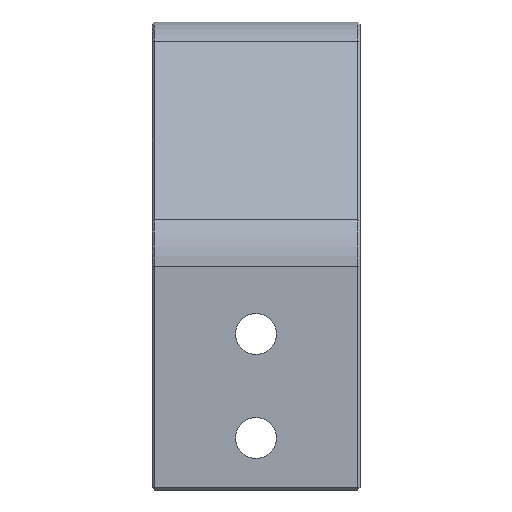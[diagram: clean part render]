
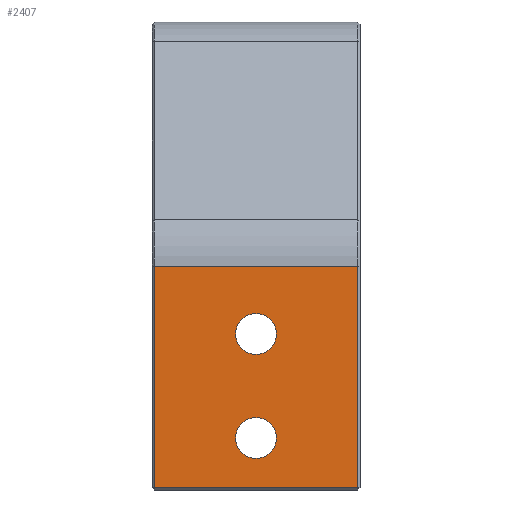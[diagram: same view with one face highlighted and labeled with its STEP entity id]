
A CAD part, left-side view. The second image highlights one B-rep face of the part: STEP entity #2407.
In plain terms, the highlighted planar face has unit normal (-1, 0, 0).
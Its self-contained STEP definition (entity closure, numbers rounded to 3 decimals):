
#1565 = AXIS2_PLACEMENT_3D ( 'NONE', #12875, #11015, #17142 ) ;
#1734 = CARTESIAN_POINT ( 'NONE',  ( 0., 0., -35.6 ) ) ;
#2059 = EDGE_LOOP ( 'NONE', ( #16416, #4946, #6250, #17705 ) ) ;
#2402 = EDGE_CURVE ( 'NONE', #6342, #26386, #6694, .T. ) ;
#2407 = ADVANCED_FACE ( 'NONE', ( #16330, #24080, #25182 ), #18746, .F. ) ;
#2691 = ORIENTED_EDGE ( 'NONE', *, *, #14511, .T. ) ;
#3255 = DIRECTION ( 'NONE',  ( 1., 0., 0. ) ) ;
#3920 = DIRECTION ( 'NONE',  ( 1., 0., 0. ) ) ;
#3972 = ORIENTED_EDGE ( 'NONE', *, *, #15390, .T. ) ;
#4625 = EDGE_CURVE ( 'NONE', #25539, #15437, #19321, .T. ) ;
#4828 = DIRECTION ( 'NONE',  ( 0., 0., -1. ) ) ;
#4946 = ORIENTED_EDGE ( 'NONE', *, *, #14772, .T. ) ;
#6250 = ORIENTED_EDGE ( 'NONE', *, *, #22585, .T. ) ;
#6342 = VERTEX_POINT ( 'NONE', #12818 ) ;
#6629 = CIRCLE ( 'NONE', #22105, 2.5 ) ;
#6694 = LINE ( 'NONE', #13914, #21707 ) ;
#7148 = AXIS2_PLACEMENT_3D ( 'NONE', #18610, #3920, #23308 ) ;
#7255 = CARTESIAN_POINT ( 'NONE',  ( 0., 0., -38.1 ) ) ;
#7811 = LINE ( 'NONE', #16356, #21671 ) ;
#7856 = LINE ( 'NONE', #23531, #23471 ) ;
#8934 = AXIS2_PLACEMENT_3D ( 'NONE', #7255, #13804, #4828 ) ;
#9389 = CIRCLE ( 'NONE', #8934, 2.5 ) ;
#11015 = DIRECTION ( 'NONE',  ( 1., 0., 0. ) ) ;
#11632 = VERTEX_POINT ( 'NONE', #23365 ) ;
#11966 = DIRECTION ( 'NONE',  ( 0., 0., -1. ) ) ;
#12350 = DIRECTION ( 'NONE',  ( 1., 0., 0. ) ) ;
#12566 = CIRCLE ( 'NONE', #16195, 2.5 ) ;
#12799 = CARTESIAN_POINT ( 'NONE',  ( 0., -12.45, -56.9 ) ) ;
#12818 = CARTESIAN_POINT ( 'NONE',  ( 0., 12.45, -29.818 ) ) ;
#12875 = CARTESIAN_POINT ( 'NONE',  ( 0., 0., -50.8 ) ) ;
#13804 = DIRECTION ( 'NONE',  ( 1., 0., 0. ) ) ;
#13914 = CARTESIAN_POINT ( 'NONE',  ( 0., 12.45, -57.15 ) ) ;
#14056 = DIRECTION ( 'NONE',  ( 0., 0., -1. ) ) ;
#14078 = CARTESIAN_POINT ( 'NONE',  ( 0., 0., -53.3 ) ) ;
#14511 = EDGE_CURVE ( 'NONE', #20335, #28199, #9389, .T. ) ;
#14772 = EDGE_CURVE ( 'NONE', #18502, #11632, #7811, .T. ) ;
#15310 = EDGE_LOOP ( 'NONE', ( #2691, #20119 ) ) ;
#15390 = EDGE_CURVE ( 'NONE', #15437, #25539, #12566, .T. ) ;
#15437 = VERTEX_POINT ( 'NONE', #16611 ) ;
#15661 = EDGE_CURVE ( 'NONE', #26386, #18502, #7856, .T. ) ;
#16049 = DIRECTION ( 'NONE',  ( 0., 0., -1. ) ) ;
#16195 = AXIS2_PLACEMENT_3D ( 'NONE', #18328, #12350, #16049 ) ;
#16330 = FACE_BOUND ( 'NONE', #20752, .T. ) ;
#16356 = CARTESIAN_POINT ( 'NONE',  ( 0., -12.45, 0. ) ) ;
#16410 = CARTESIAN_POINT ( 'NONE',  ( 0., 12.7, -29.818 ) ) ;
#16416 = ORIENTED_EDGE ( 'NONE', *, *, #15661, .T. ) ;
#16611 = CARTESIAN_POINT ( 'NONE',  ( 0., 0., -48.3 ) ) ;
#17003 = ORIENTED_EDGE ( 'NONE', *, *, #4625, .T. ) ;
#17100 = VECTOR ( 'NONE', #25116, 1000. ) ;
#17142 = DIRECTION ( 'NONE',  ( 0., 0., -1. ) ) ;
#17705 = ORIENTED_EDGE ( 'NONE', *, *, #2402, .T. ) ;
#18255 = LINE ( 'NONE', #16410, #17100 ) ;
#18328 = CARTESIAN_POINT ( 'NONE',  ( 0., 0., -50.8 ) ) ;
#18502 = VERTEX_POINT ( 'NONE', #12799 ) ;
#18610 = CARTESIAN_POINT ( 'NONE',  ( 0., 12.7, 0. ) ) ;
#18746 = PLANE ( 'NONE',  #7148 ) ;
#19321 = CIRCLE ( 'NONE', #1565, 2.5 ) ;
#20119 = ORIENTED_EDGE ( 'NONE', *, *, #22981, .T. ) ;
#20335 = VERTEX_POINT ( 'NONE', #24935 ) ;
#20368 = CARTESIAN_POINT ( 'NONE',  ( 0., 0., -38.1 ) ) ;
#20752 = EDGE_LOOP ( 'NONE', ( #17003, #3972 ) ) ;
#20912 = DIRECTION ( 'NONE',  ( 0., 0., 1. ) ) ;
#21671 = VECTOR ( 'NONE', #20912, 1000. ) ;
#21707 = VECTOR ( 'NONE', #14056, 1000. ) ;
#22105 = AXIS2_PLACEMENT_3D ( 'NONE', #20368, #3255, #11966 ) ;
#22585 = EDGE_CURVE ( 'NONE', #11632, #6342, #18255, .T. ) ;
#22960 = DIRECTION ( 'NONE',  ( 0., -1., 0. ) ) ;
#22981 = EDGE_CURVE ( 'NONE', #28199, #20335, #6629, .T. ) ;
#23308 = DIRECTION ( 'NONE',  ( 0., 0., -1. ) ) ;
#23365 = CARTESIAN_POINT ( 'NONE',  ( 0., -12.45, -29.818 ) ) ;
#23471 = VECTOR ( 'NONE', #22960, 1000. ) ;
#23531 = CARTESIAN_POINT ( 'NONE',  ( 0., 12.7, -56.9 ) ) ;
#24080 = FACE_BOUND ( 'NONE', #15310, .T. ) ;
#24935 = CARTESIAN_POINT ( 'NONE',  ( 0., 0., -40.6 ) ) ;
#25116 = DIRECTION ( 'NONE',  ( 0., 1., 0. ) ) ;
#25182 = FACE_OUTER_BOUND ( 'NONE', #2059, .T. ) ;
#25539 = VERTEX_POINT ( 'NONE', #14078 ) ;
#26386 = VERTEX_POINT ( 'NONE', #26541 ) ;
#26541 = CARTESIAN_POINT ( 'NONE',  ( 0., 12.45, -56.9 ) ) ;
#28199 = VERTEX_POINT ( 'NONE', #1734 ) ;
